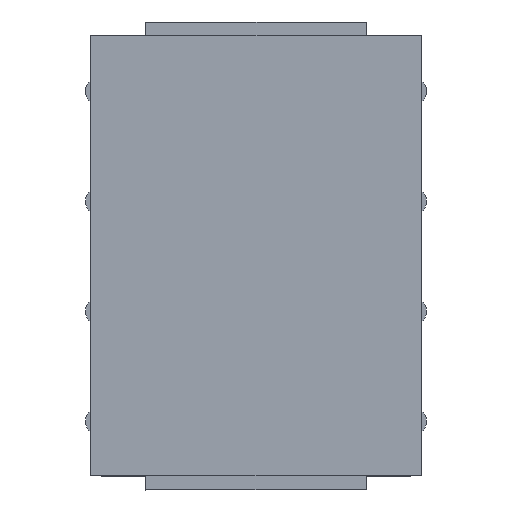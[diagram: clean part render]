
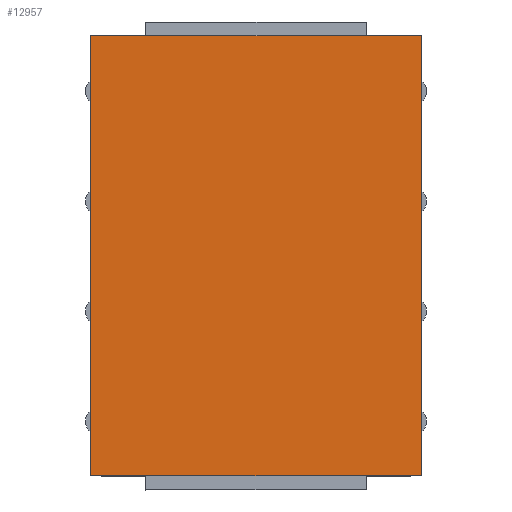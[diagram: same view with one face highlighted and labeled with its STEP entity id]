
A CAD part, top view. The second image highlights one B-rep face of the part: STEP entity #12957.
In plain terms, the highlighted planar face has unit normal (0, 0, 1).
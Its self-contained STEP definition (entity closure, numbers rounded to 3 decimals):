
#1129=LINE('',#20853,#2571);
#1159=LINE('',#20954,#2601);
#1160=LINE('',#20956,#2602);
#1161=LINE('',#20957,#2603);
#2571=VECTOR('',#16645,1000.);
#2601=VECTOR('',#16717,1000.);
#2602=VECTOR('',#16720,1000.);
#2603=VECTOR('',#16721,1000.);
#5552=ORIENTED_EDGE('',*,*,#8191,.T.);
#5553=ORIENTED_EDGE('',*,*,#8242,.F.);
#5554=ORIENTED_EDGE('',*,*,#8241,.F.);
#5555=ORIENTED_EDGE('',*,*,#8243,.T.);
#8191=EDGE_CURVE('',#9702,#9700,#1129,.T.);
#8241=EDGE_CURVE('',#9751,#9726,#1159,.T.);
#8242=EDGE_CURVE('',#9726,#9700,#1160,.T.);
#8243=EDGE_CURVE('',#9751,#9702,#1161,.T.);
#9700=VERTEX_POINT('',#20851);
#9702=VERTEX_POINT('',#20854);
#9726=VERTEX_POINT('',#20904);
#9751=VERTEX_POINT('',#20953);
#11016=EDGE_LOOP('',(#5552,#5553,#5554,#5555));
#11744=FACE_BOUND('',#11016,.T.);
#12310=PLANE('',#14062);
#12957=ADVANCED_FACE('',(#11744),#12310,.F.);
#14062=AXIS2_PLACEMENT_3D('',#20955,#16718,#16719);
#16645=DIRECTION('',(0.,1.,0.));
#16717=DIRECTION('',(0.,1.,0.));
#16718=DIRECTION('',(0.,0.,-1.));
#16719=DIRECTION('',(0.,1.,0.));
#16720=DIRECTION('',(1.,0.,0.));
#16721=DIRECTION('',(1.,0.,0.));
#20851=CARTESIAN_POINT('',(4.,3.,2.923));
#20853=CARTESIAN_POINT('',(4.,-3.,2.923));
#20854=CARTESIAN_POINT('',(4.,-3.,2.923));
#20904=CARTESIAN_POINT('',(-4.,3.,2.923));
#20953=CARTESIAN_POINT('',(-4.,-3.,2.923));
#20954=CARTESIAN_POINT('',(-4.,-3.,2.923));
#20955=CARTESIAN_POINT('',(-4.,-3.,2.923));
#20956=CARTESIAN_POINT('',(-4.,3.,2.923));
#20957=CARTESIAN_POINT('',(-4.,-3.,2.923));
